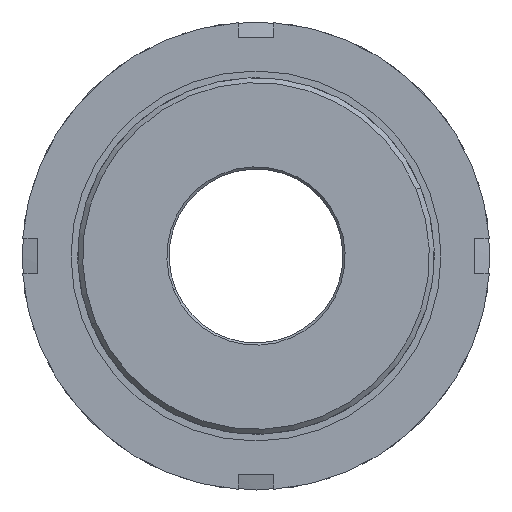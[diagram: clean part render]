
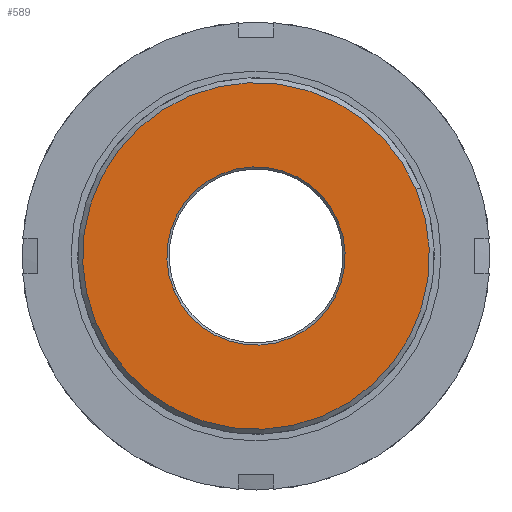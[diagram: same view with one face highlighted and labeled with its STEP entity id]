
A CAD part, front view. The second image highlights one B-rep face of the part: STEP entity #589.
In plain terms, the highlighted planar face has unit normal (0, -1, 0).
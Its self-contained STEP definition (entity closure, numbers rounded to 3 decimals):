
#66 = DIRECTION ( 'NONE',  ( 0., 1., 0. ) ) ;
#90 = AXIS2_PLACEMENT_3D ( 'NONE', #1162, #1372, #709 ) ;
#127 = ORIENTED_EDGE ( 'NONE', *, *, #833, .F. ) ;
#184 = CIRCLE ( 'NONE', #2642, 20. ) ;
#192 = VERTEX_POINT ( 'NONE', #1491 ) ;
#198 = CIRCLE ( 'NONE', #90, 38.9 ) ;
#308 = CARTESIAN_POINT ( 'NONE',  ( -20., -35.566, 0. ) ) ;
#313 = VERTEX_POINT ( 'NONE', #1521 ) ;
#407 = CARTESIAN_POINT ( 'NONE',  ( 0., -35.566, 0. ) ) ;
#473 = CIRCLE ( 'NONE', #1575, 38.9 ) ;
#552 = DIRECTION ( 'NONE',  ( -1., 0., 0. ) ) ;
#583 = CIRCLE ( 'NONE', #1888, 20. ) ;
#589 = ADVANCED_FACE ( 'NONE', ( #2217, #591 ), #1018, .F. ) ;
#591 = FACE_OUTER_BOUND ( 'NONE', #2179, .T. ) ;
#610 = DIRECTION ( 'NONE',  ( -1., 0., 0. ) ) ;
#614 = ORIENTED_EDGE ( 'NONE', *, *, #1977, .F. ) ;
#709 = DIRECTION ( 'NONE',  ( -1., 0., 0. ) ) ;
#833 = EDGE_CURVE ( 'NONE', #192, #2013, #198, .T. ) ;
#900 = DIRECTION ( 'NONE',  ( -1., 0., 0. ) ) ;
#1018 = PLANE ( 'NONE',  #1350 ) ;
#1047 = ORIENTED_EDGE ( 'NONE', *, *, #2464, .T. ) ;
#1162 = CARTESIAN_POINT ( 'NONE',  ( 0., -35.566, 0. ) ) ;
#1314 = ORIENTED_EDGE ( 'NONE', *, *, #2080, .T. ) ;
#1343 = CARTESIAN_POINT ( 'NONE',  ( 0., -35.566, 0. ) ) ;
#1350 = AXIS2_PLACEMENT_3D ( 'NONE', #1648, #1859, #1910 ) ;
#1369 = VERTEX_POINT ( 'NONE', #308 ) ;
#1372 = DIRECTION ( 'NONE',  ( 0., 1., 0. ) ) ;
#1482 = CARTESIAN_POINT ( 'NONE',  ( -38.9, -35.566, 0. ) ) ;
#1491 = CARTESIAN_POINT ( 'NONE',  ( 38.9, -35.566, 0. ) ) ;
#1521 = CARTESIAN_POINT ( 'NONE',  ( 20., -35.566, 0. ) ) ;
#1575 = AXIS2_PLACEMENT_3D ( 'NONE', #407, #1876, #610 ) ;
#1648 = CARTESIAN_POINT ( 'NONE',  ( 19.5, -35.566, 0. ) ) ;
#1816 = CARTESIAN_POINT ( 'NONE',  ( 0., -35.566, 0. ) ) ;
#1859 = DIRECTION ( 'NONE',  ( 0., 1., 0. ) ) ;
#1876 = DIRECTION ( 'NONE',  ( 0., 1., 0. ) ) ;
#1888 = AXIS2_PLACEMENT_3D ( 'NONE', #1816, #2438, #552 ) ;
#1910 = DIRECTION ( 'NONE',  ( -1., 0., 0. ) ) ;
#1977 = EDGE_CURVE ( 'NONE', #2013, #192, #473, .T. ) ;
#2013 = VERTEX_POINT ( 'NONE', #1482 ) ;
#2080 = EDGE_CURVE ( 'NONE', #313, #1369, #184, .T. ) ;
#2179 = EDGE_LOOP ( 'NONE', ( #614, #127 ) ) ;
#2217 = FACE_BOUND ( 'NONE', #2459, .T. ) ;
#2438 = DIRECTION ( 'NONE',  ( 0., 1., 0. ) ) ;
#2459 = EDGE_LOOP ( 'NONE', ( #1314, #1047 ) ) ;
#2464 = EDGE_CURVE ( 'NONE', #1369, #313, #583, .T. ) ;
#2642 = AXIS2_PLACEMENT_3D ( 'NONE', #1343, #66, #900 ) ;
